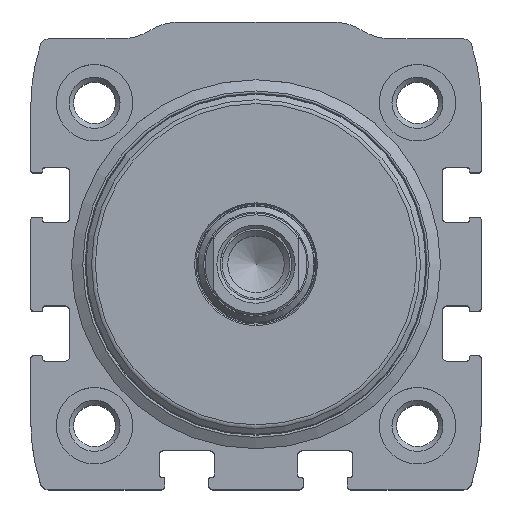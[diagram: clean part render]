
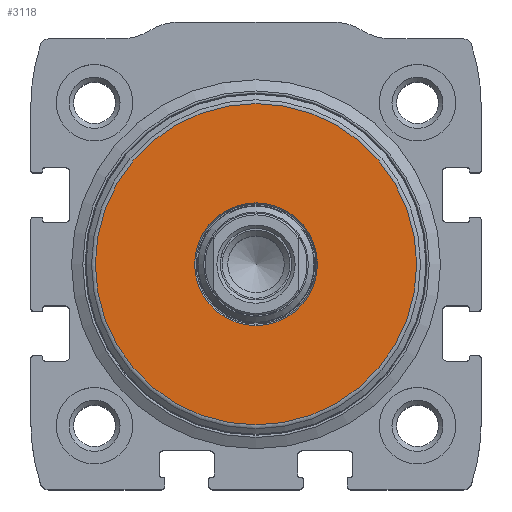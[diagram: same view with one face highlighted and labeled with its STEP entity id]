
A CAD part, top view. The second image highlights one B-rep face of the part: STEP entity #3118.
In plain terms, the highlighted planar face has unit normal (0, 0, 1).
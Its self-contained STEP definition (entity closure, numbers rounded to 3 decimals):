
#226=CIRCLE('',#3494,18.901);
#227=CIRCLE('',#3496,7.223);
#1107=ORIENTED_EDGE('',*,*,#1570,.T.);
#1108=ORIENTED_EDGE('',*,*,#1569,.F.);
#1569=EDGE_CURVE('',#1880,#1880,#226,.T.);
#1570=EDGE_CURVE('',#1881,#1881,#227,.T.);
#1880=VERTEX_POINT('',#5357);
#1881=VERTEX_POINT('',#5360);
#2580=EDGE_LOOP('',(#1107));
#2581=EDGE_LOOP('',(#1108));
#2834=FACE_BOUND('',#2580,.T.);
#2835=FACE_BOUND('',#2581,.T.);
#2948=PLANE('',#3495);
#3118=ADVANCED_FACE('',(#2834,#2835),#2948,.T.);
#3494=AXIS2_PLACEMENT_3D('',#5356,#4418,#4419);
#3495=AXIS2_PLACEMENT_3D('',#5358,#4420,#4421);
#3496=AXIS2_PLACEMENT_3D('',#5359,#4422,#4423);
#4418=DIRECTION('',(0.,0.,-1.));
#4419=DIRECTION('',(-1.,0.,0.));
#4420=DIRECTION('',(0.,0.,1.));
#4421=DIRECTION('',(1.,0.,0.));
#4422=DIRECTION('',(0.,0.,-1.));
#4423=DIRECTION('',(-1.,0.,0.));
#5356=CARTESIAN_POINT('',(0.,0.,34.3));
#5357=CARTESIAN_POINT('',(-18.901,0.,34.3));
#5358=CARTESIAN_POINT('',(0.,18.901,34.3));
#5359=CARTESIAN_POINT('',(0.,0.,34.3));
#5360=CARTESIAN_POINT('',(-7.223,0.,34.3));
